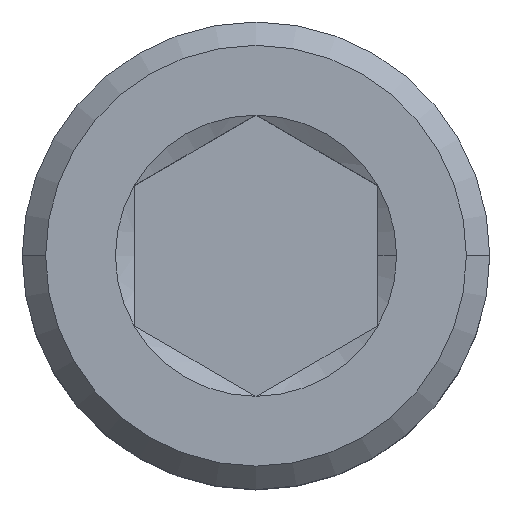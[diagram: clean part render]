
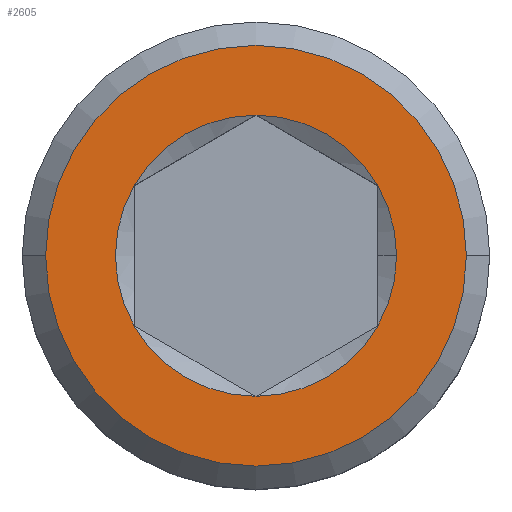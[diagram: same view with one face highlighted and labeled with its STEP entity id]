
A CAD part, top view. The second image highlights one B-rep face of the part: STEP entity #2605.
In plain terms, the highlighted planar face has unit normal (0, 0, 1).
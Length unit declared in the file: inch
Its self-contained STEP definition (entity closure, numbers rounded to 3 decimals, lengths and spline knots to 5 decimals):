
#19 = CARTESIAN_POINT ( 'NONE',  ( 0., 0., 0.10812 ) ) ;
#37 = ORIENTED_EDGE ( 'NONE', *, *, #2017, .T. ) ;
#69 = AXIS2_PLACEMENT_3D ( 'NONE', #19, #3098, #1807 ) ;
#89 = AXIS2_PLACEMENT_3D ( 'NONE', #2826, #3044, #2322 ) ;
#258 = CARTESIAN_POINT ( 'NONE',  ( 0., 0., 0.10812 ) ) ;
#269 = VERTEX_POINT ( 'NONE', #921 ) ;
#270 = DIRECTION ( 'NONE',  ( 1., 0., 0. ) ) ;
#275 = CARTESIAN_POINT ( 'NONE',  ( 0., 0., 0.10812 ) ) ;
#330 = CARTESIAN_POINT ( 'NONE',  ( 0.025, -0.01443, 0.10812 ) ) ;
#412 = FACE_BOUND ( 'NONE', #1943, .T. ) ;
#424 = EDGE_LOOP ( 'NONE', ( #37, #3011 ) ) ;
#497 = CIRCLE ( 'NONE', #1181, 0.02887 ) ;
#516 = DIRECTION ( 'NONE',  ( 0., 0., 1. ) ) ;
#562 = CARTESIAN_POINT ( 'NONE',  ( 0., 0.02887, 0.10812 ) ) ;
#882 = CARTESIAN_POINT ( 'NONE',  ( -0.025, 0.01443, 0.10812 ) ) ;
#894 = CIRCLE ( 'NONE', #2206, 0.0432 ) ;
#921 = CARTESIAN_POINT ( 'NONE',  ( -0.0432, 0., 0.10812 ) ) ;
#981 = CARTESIAN_POINT ( 'NONE',  ( -0.025, -0.01443, 0.10812 ) ) ;
#1039 = DIRECTION ( 'NONE',  ( 0., 0., 1. ) ) ;
#1047 = CARTESIAN_POINT ( 'NONE',  ( 0.025, 0.01443, 0.10812 ) ) ;
#1057 = DIRECTION ( 'NONE',  ( 1., 0., 0. ) ) ;
#1073 = ORIENTED_EDGE ( 'NONE', *, *, #2162, .F. ) ;
#1085 = FACE_OUTER_BOUND ( 'NONE', #424, .T. ) ;
#1089 = CIRCLE ( 'NONE', #1280, 0.0432 ) ;
#1156 = PLANE ( 'NONE',  #1499 ) ;
#1181 = AXIS2_PLACEMENT_3D ( 'NONE', #1293, #3058, #1057 ) ;
#1212 = CIRCLE ( 'NONE', #69, 0.02887 ) ;
#1247 = DIRECTION ( 'NONE',  ( 0., 0., 1. ) ) ;
#1261 = ORIENTED_EDGE ( 'NONE', *, *, #1814, .F. ) ;
#1269 = VERTEX_POINT ( 'NONE', #981 ) ;
#1280 = AXIS2_PLACEMENT_3D ( 'NONE', #2316, #3090, #1322 ) ;
#1293 = CARTESIAN_POINT ( 'NONE',  ( 0., 0., 0.10812 ) ) ;
#1315 = DIRECTION ( 'NONE',  ( 0., 0., 1. ) ) ;
#1322 = DIRECTION ( 'NONE',  ( 1., 0., 0. ) ) ;
#1327 = CARTESIAN_POINT ( 'NONE',  ( 0., -0.02887, 0.10812 ) ) ;
#1329 = DIRECTION ( 'NONE',  ( 1., 0., 0. ) ) ;
#1403 = DIRECTION ( 'NONE',  ( 0., 0., 1. ) ) ;
#1450 = EDGE_CURVE ( 'NONE', #2373, #2976, #1894, .T. ) ;
#1479 = CARTESIAN_POINT ( 'NONE',  ( 0.02887, 0., 0.10812 ) ) ;
#1499 = AXIS2_PLACEMENT_3D ( 'NONE', #1896, #1403, #2930 ) ;
#1546 = VERTEX_POINT ( 'NONE', #562 ) ;
#1580 = AXIS2_PLACEMENT_3D ( 'NONE', #258, #516, #3271 ) ;
#1672 = ORIENTED_EDGE ( 'NONE', *, *, #3053, .F. ) ;
#1807 = DIRECTION ( 'NONE',  ( 1., 0., 0. ) ) ;
#1814 = EDGE_CURVE ( 'NONE', #2081, #1946, #2288, .T. ) ;
#1819 = DIRECTION ( 'NONE',  ( 0., 0., 1. ) ) ;
#1866 = AXIS2_PLACEMENT_3D ( 'NONE', #2538, #1247, #270 ) ;
#1894 = CIRCLE ( 'NONE', #89, 0.02887 ) ;
#1895 = CIRCLE ( 'NONE', #3061, 0.02887 ) ;
#1896 = CARTESIAN_POINT ( 'NONE',  ( 0., 0.048, 0.10812 ) ) ;
#1925 = ORIENTED_EDGE ( 'NONE', *, *, #2013, .F. ) ;
#1943 = EDGE_LOOP ( 'NONE', ( #2098, #1261, #1073, #3123, #2710, #1672, #1925 ) ) ;
#1946 = VERTEX_POINT ( 'NONE', #1047 ) ;
#2013 = EDGE_CURVE ( 'NONE', #1546, #3239, #497, .T. ) ;
#2017 = EDGE_CURVE ( 'NONE', #269, #2102, #1089, .T. ) ;
#2049 = DIRECTION ( 'NONE',  ( 1., 0., 0. ) ) ;
#2081 = VERTEX_POINT ( 'NONE', #1479 ) ;
#2098 = ORIENTED_EDGE ( 'NONE', *, *, #2118, .F. ) ;
#2099 = DIRECTION ( 'NONE',  ( 1., 0., 0. ) ) ;
#2102 = VERTEX_POINT ( 'NONE', #2296 ) ;
#2118 = EDGE_CURVE ( 'NONE', #1946, #1546, #2952, .T. ) ;
#2162 = EDGE_CURVE ( 'NONE', #2976, #2081, #3099, .T. ) ;
#2206 = AXIS2_PLACEMENT_3D ( 'NONE', #2867, #1315, #2099 ) ;
#2284 = EDGE_CURVE ( 'NONE', #2102, #269, #894, .T. ) ;
#2288 = CIRCLE ( 'NONE', #3143, 0.02887 ) ;
#2296 = CARTESIAN_POINT ( 'NONE',  ( 0.0432, 0., 0.10812 ) ) ;
#2314 = CARTESIAN_POINT ( 'NONE',  ( 0., 0., 0.10812 ) ) ;
#2316 = CARTESIAN_POINT ( 'NONE',  ( 0., 0., 0.10812 ) ) ;
#2322 = DIRECTION ( 'NONE',  ( 1., 0., 0. ) ) ;
#2373 = VERTEX_POINT ( 'NONE', #1327 ) ;
#2538 = CARTESIAN_POINT ( 'NONE',  ( 0., 0., 0.10812 ) ) ;
#2605 = ADVANCED_FACE ( 'NONE', ( #1085, #412 ), #1156, .T. ) ;
#2710 = ORIENTED_EDGE ( 'NONE', *, *, #3073, .F. ) ;
#2826 = CARTESIAN_POINT ( 'NONE',  ( 0., 0., 0.10812 ) ) ;
#2867 = CARTESIAN_POINT ( 'NONE',  ( 0., 0., 0.10812 ) ) ;
#2930 = DIRECTION ( 'NONE',  ( 1., 0., 0. ) ) ;
#2952 = CIRCLE ( 'NONE', #1580, 0.02887 ) ;
#2976 = VERTEX_POINT ( 'NONE', #330 ) ;
#3011 = ORIENTED_EDGE ( 'NONE', *, *, #2284, .T. ) ;
#3044 = DIRECTION ( 'NONE',  ( 0., 0., 1. ) ) ;
#3053 = EDGE_CURVE ( 'NONE', #3239, #1269, #1895, .T. ) ;
#3058 = DIRECTION ( 'NONE',  ( 0., 0., 1. ) ) ;
#3061 = AXIS2_PLACEMENT_3D ( 'NONE', #2314, #1819, #1329 ) ;
#3073 = EDGE_CURVE ( 'NONE', #1269, #2373, #1212, .T. ) ;
#3090 = DIRECTION ( 'NONE',  ( 0., 0., 1. ) ) ;
#3098 = DIRECTION ( 'NONE',  ( 0., 0., 1. ) ) ;
#3099 = CIRCLE ( 'NONE', #1866, 0.02887 ) ;
#3123 = ORIENTED_EDGE ( 'NONE', *, *, #1450, .F. ) ;
#3143 = AXIS2_PLACEMENT_3D ( 'NONE', #275, #1039, #2049 ) ;
#3239 = VERTEX_POINT ( 'NONE', #882 ) ;
#3271 = DIRECTION ( 'NONE',  ( 1., 0., 0. ) ) ;
